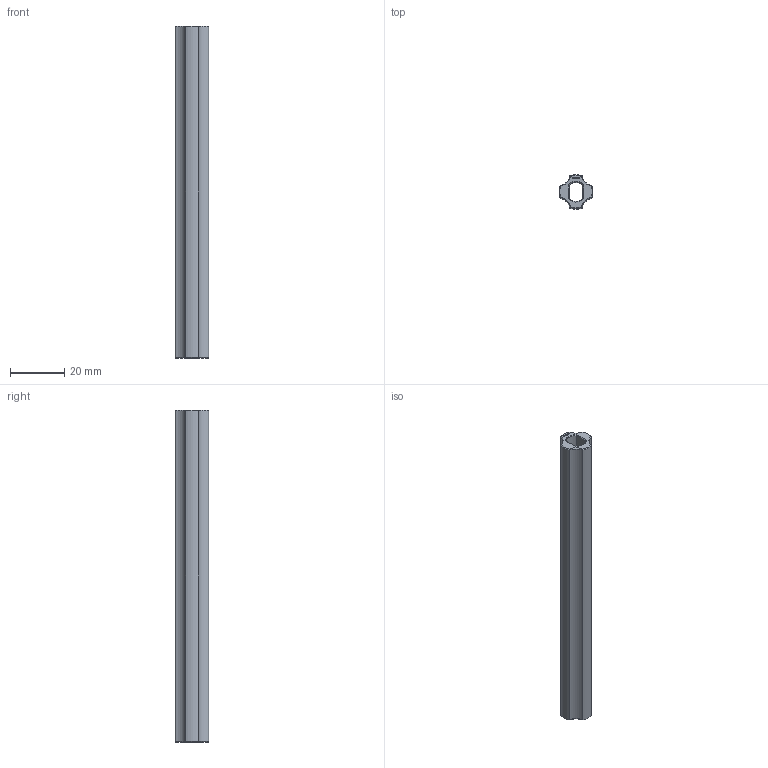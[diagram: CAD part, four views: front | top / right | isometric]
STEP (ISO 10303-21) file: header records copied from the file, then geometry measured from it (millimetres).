
FILE_DESCRIPTION(('FreeCAD Model'),'2;1');
FILE_NAME('Open CASCADE Shape Model','2024-01-01T12:23:57',(''),(''), 'Open CASCADE STEP processor 7.6','FreeCAD','Unknown');
FILE_SCHEMA(('AUTOMOTIVE_DESIGN { 1 0 10303 214 1 1 1 1 }'));
Length unit declared in the file: millimetre
Products named in the file (1): Spacer FXD BU01.00x09.75 - SPN-SPR-0042 (stemfie.org)
Bounding box: 12.47 x 12.47 x 121.88 mm (x, y, z)
Volume: 8920.8 mm3; surface area: 7522.1 mm2
Topology: 1 solids, 1 shells, 522 faces, 1437 edges, 950 vertices
Faces by surface type: plane 320, extrusion 172, cone 20, cylinder 10
Entity records: 35444 total; most frequent: CARTESIAN_POINT 7704, DIRECTION 4521, VECTOR 3663, LINE 3491, ORIENTED_EDGE 2874, PCURVE 2874, DEFINITIONAL_REPRESENTATION 2874, EDGE_CURVE 1437
